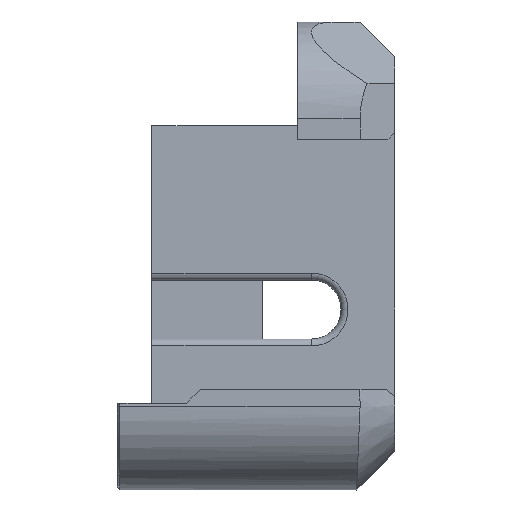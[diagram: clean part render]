
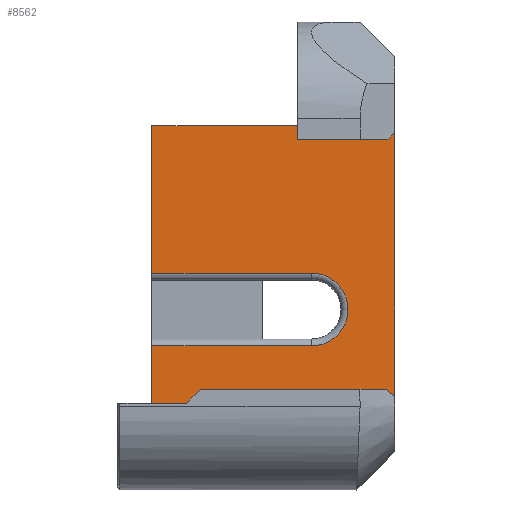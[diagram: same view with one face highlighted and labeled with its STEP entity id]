
A CAD part, left-side view. The second image highlights one B-rep face of the part: STEP entity #8562.
In plain terms, the highlighted planar face has unit normal (-1, 0, 0).
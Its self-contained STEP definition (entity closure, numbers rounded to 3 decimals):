
#544=PLANE('',#9181);
#980=FACE_OUTER_BOUND('',#1482,.T.);
#1482=EDGE_LOOP('',(#7672,#7673,#7674,#7675,#7676,#7677,#7678,#7679,#7680));
#1725=CIRCLE('',#9182,5.25);
#1911=LINE('',#12331,#2822);
#2023=LINE('',#12686,#2934);
#2274=LINE('',#13776,#3185);
#2285=LINE('',#13802,#3196);
#2305=LINE('',#13851,#3216);
#2465=LINE('',#14562,#3376);
#2475=LINE('',#14579,#3386);
#2512=LINE('',#14674,#3423);
#2822=VECTOR('',#9771,10.);
#2934=VECTOR('',#10055,10.);
#3185=VECTOR('',#10510,10.);
#3196=VECTOR('',#10527,10.);
#3216=VECTOR('',#10567,10.);
#3376=VECTOR('',#10951,10.);
#3386=VECTOR('',#10967,10.);
#3423=VECTOR('',#11082,10.);
#3737=VERTEX_POINT('',#12329);
#3738=VERTEX_POINT('',#12330);
#3839=VERTEX_POINT('',#12684);
#4060=VERTEX_POINT('',#13773);
#4061=VERTEX_POINT('',#13775);
#4073=VERTEX_POINT('',#13801);
#4092=VERTEX_POINT('',#13849);
#4145=VERTEX_POINT('',#14157);
#4265=VERTEX_POINT('',#14672);
#4620=EDGE_CURVE('',#3737,#3738,#1911,.T.);
#4774=EDGE_CURVE('',#3839,#3738,#2023,.T.);
#5115=EDGE_CURVE('',#4060,#4061,#2274,.T.);
#5129=EDGE_CURVE('',#3737,#4073,#2285,.T.);
#5155=EDGE_CURVE('',#4092,#4060,#2305,.T.);
#5378=EDGE_CURVE('',#4145,#3839,#2465,.T.);
#5388=EDGE_CURVE('',#4061,#4145,#2475,.T.);
#5433=EDGE_CURVE('',#4265,#4092,#1725,.T.);
#5434=EDGE_CURVE('',#4073,#4265,#2512,.T.);
#7672=ORIENTED_EDGE('',*,*,#5155,.F.);
#7673=ORIENTED_EDGE('',*,*,#5433,.F.);
#7674=ORIENTED_EDGE('',*,*,#5434,.F.);
#7675=ORIENTED_EDGE('',*,*,#5129,.F.);
#7676=ORIENTED_EDGE('',*,*,#4620,.T.);
#7677=ORIENTED_EDGE('',*,*,#4774,.F.);
#7678=ORIENTED_EDGE('',*,*,#5378,.F.);
#7679=ORIENTED_EDGE('',*,*,#5388,.F.);
#7680=ORIENTED_EDGE('',*,*,#5115,.F.);
#8562=ADVANCED_FACE('',(#980),#544,.T.);
#9181=AXIS2_PLACEMENT_3D('',#14671,#11078,#11079);
#9182=AXIS2_PLACEMENT_3D('',#14673,#11080,#11081);
#9771=DIRECTION('',(0.,-1.,0.));
#10055=DIRECTION('',(0.,0.,-1.));
#10510=DIRECTION('',(0.,0.,1.));
#10527=DIRECTION('',(0.,0.,1.));
#10567=DIRECTION('',(0.,1.,0.));
#10951=DIRECTION('',(0.,-1.,0.));
#10967=DIRECTION('',(0.,-1.,0.));
#11078=DIRECTION('center_axis',(-1.,0.,0.));
#11079=DIRECTION('ref_axis',(0.,0.,-1.));
#11080=DIRECTION('center_axis',(-1.,0.,0.));
#11081=DIRECTION('ref_axis',(0.,-1.,0.));
#11082=DIRECTION('',(0.,-1.,0.));
#12329=CARTESIAN_POINT('',(131.217,-119.43,62.75));
#12330=CARTESIAN_POINT('',(131.217,-154.43,62.75));
#12331=CARTESIAN_POINT('',(131.217,-153.43,62.75));
#12684=CARTESIAN_POINT('',(131.217,-154.43,102.75));
#12686=CARTESIAN_POINT('',(131.217,-154.43,102.75));
#13773=CARTESIAN_POINT('',(131.217,-119.43,81.5));
#13775=CARTESIAN_POINT('',(131.217,-119.43,102.75));
#13776=CARTESIAN_POINT('',(131.217,-119.43,62.75));
#13801=CARTESIAN_POINT('',(131.217,-119.43,71.));
#13802=CARTESIAN_POINT('',(131.217,-119.43,62.75));
#13849=CARTESIAN_POINT('',(131.217,-142.43,81.5));
#13851=CARTESIAN_POINT('',(131.217,-136.43,81.5));
#14157=CARTESIAN_POINT('',(131.217,-140.43,102.75));
#14562=CARTESIAN_POINT('',(131.217,-153.43,102.75));
#14579=CARTESIAN_POINT('',(131.217,-153.43,102.75));
#14671=CARTESIAN_POINT('Origin',(131.217,-153.43,102.75));
#14672=CARTESIAN_POINT('',(131.217,-142.43,71.));
#14673=CARTESIAN_POINT('Origin',(131.217,-142.43,76.25));
#14674=CARTESIAN_POINT('',(131.217,-145.43,71.));
